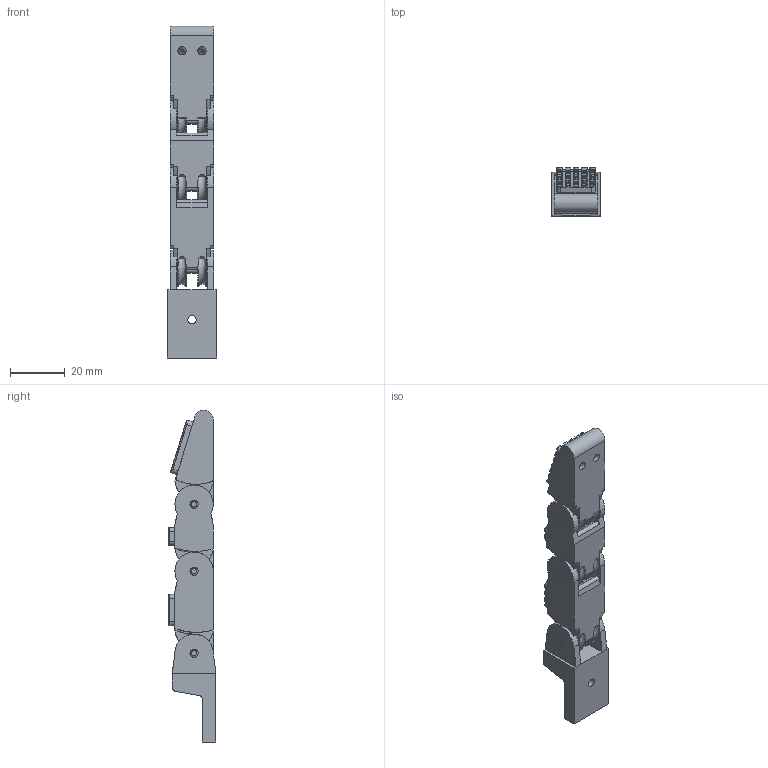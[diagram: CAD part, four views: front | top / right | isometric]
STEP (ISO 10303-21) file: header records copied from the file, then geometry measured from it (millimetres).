
FILE_DESCRIPTION(/* description */ (''),/* implementation_level */ '2;1');
FILE_NAME(/* name */ 'Macao Finger Assembly.step',/* time_stamp */ '2026-02-03T15:46:38Z',/* author */ (''),/* organization */ (''),/* preprocessor_version */ 'ST-DEVELOPER v20.1',/* originating_system */ 'Autodesk Translation Framework v14.21.0.0',/* authorisation */ '');
FILE_SCHEMA (('AUTOMOTIVE_DESIGN { 1 0 10303 214 3 1 1 }'));
Length unit declared in the file: millimetre
Products named in the file (11): UNO_Fingers_v2; Finger Base; Finger First Phalange; Finger Medial Phalange; Finger Distal Phalange; Finger Distal Pad; Finger Medial Pad; Dowel Pin Distal; Dowel Pin Medial; Finger First Pad; Dowel Pin Base
Assembly tree (10 placements, depth 2):
  UNO_Fingers_v2
    Finger Base
    Finger First Phalange
    Finger Medial Phalange
    Finger Distal Phalange
    Finger Distal Pad
    Finger Medial Pad
    Dowel Pin Distal
    Dowel Pin Medial
    Finger First Pad
    Dowel Pin Base
Bounding box: 18 x 17.52 x 121.5 mm (x, y, z)
Volume: 19926.2 mm3; surface area: 15304.8 mm2
Topology: 10 solids, 10 shells, 549 faces, 1433 edges, 946 vertices
Faces by surface type: plane 275, cylinder 179, bspline 87, torus 8
Full cylindrical faces by diameter (mm): 2 x40, 3 x18
Entity records: 23165 total; most frequent: CARTESIAN_POINT 9651, ORIENTED_EDGE 2866, DIRECTION 2576, EDGE_CURVE 1433, VERTEX_POINT 946, AXIS2_PLACEMENT_3D 926, LINE 724, VECTOR 724
